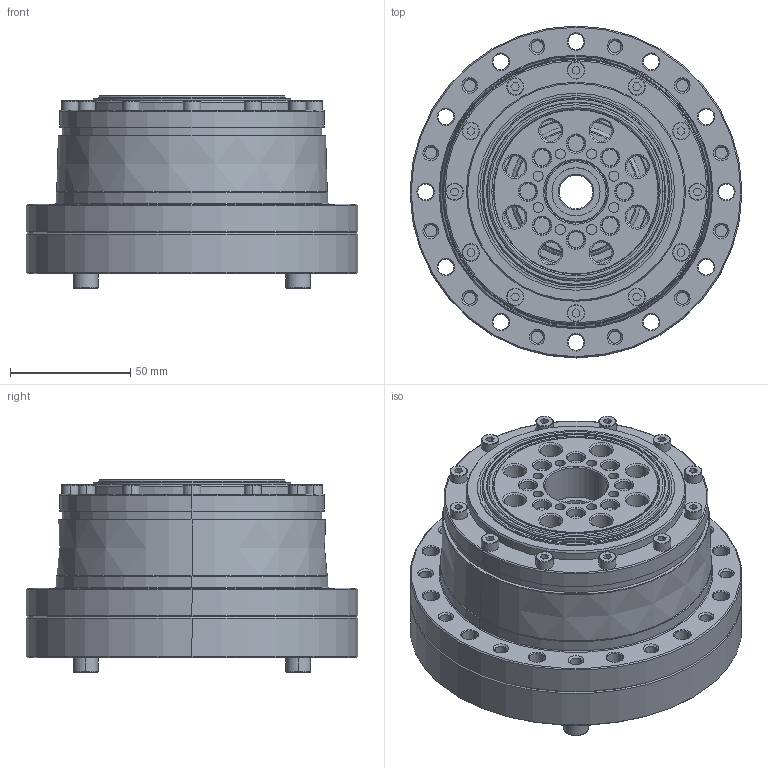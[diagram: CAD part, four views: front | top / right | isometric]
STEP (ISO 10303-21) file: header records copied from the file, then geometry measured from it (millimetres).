
FILE_DESCRIPTION (( 'STEP AP214' ), '1' );
FILE_NAME ('outside_C007761_CSG-32-xx-2UH-LW-SP-B.STEP', '2021-03-08T01:00:49', ( '' ), ( '' ), 'SwSTEP 2.0', 'SolidWorks 2018', '' );
FILE_SCHEMA (( 'AUTOMOTIVE_DESIGN' ));
Length unit declared in the file: millimetre
Products named in the file (4): outside_C007761_CSG-32-xx-2UH-LW-SP-B; outside_C007761_CSG-32-xx-2UH-LW-SP-B_WG; outside_C007761_CSG-32-xx-2UH-LW-SP-B_output; outside_C007761_CSG-32-xx-2UH-LW-SP-B_fixed
Assembly tree (3 placements, depth 2):
  outside_C007761_CSG-32-xx-2UH-LW-SP-B
    outside_C007761_CSG-32-xx-2UH-LW-SP-B_output
    outside_C007761_CSG-32-xx-2UH-LW-SP-B_WG
    outside_C007761_CSG-32-xx-2UH-LW-SP-B_fixed
Bounding box: 138 x 138 x 80 mm (x, y, z)
Volume: 658908.7 mm3; surface area: 144853.5 mm2
Topology: 3 solids, 3 shells, 1814 faces, 4592 edges, 2884 vertices
Faces by surface type: cylinder 653, plane 468, bspline 396, cone 244, torus 53
Entity records: 71551 total; most frequent: CARTESIAN_POINT 25641, ORIENTED_EDGE 9168, DIRECTION 7605, EDGE_CURVE 4584, AXIS2_PLACEMENT_3D 3050, VERTEX_POINT 2884, EDGE_LOOP 2014, ADVANCED_FACE 1814
